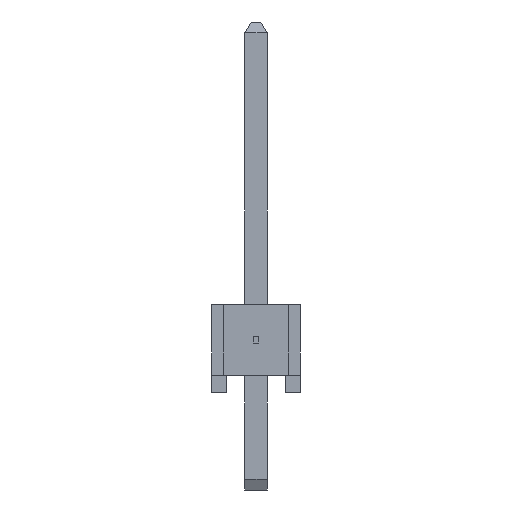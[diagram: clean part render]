
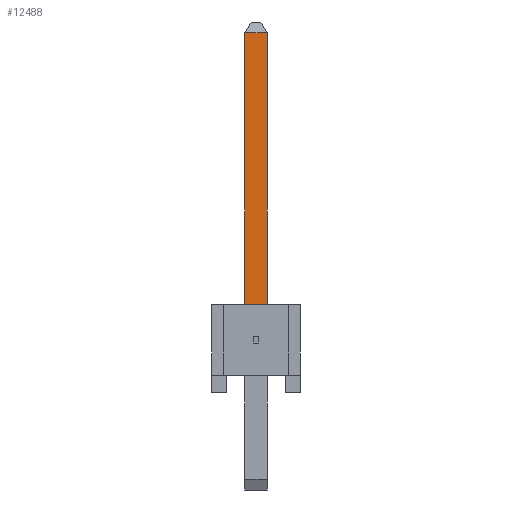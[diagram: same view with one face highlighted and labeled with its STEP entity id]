
A CAD part, left-side view. The second image highlights one B-rep face of the part: STEP entity #12488.
In plain terms, the highlighted planar face has unit normal (-1, 0, 0).
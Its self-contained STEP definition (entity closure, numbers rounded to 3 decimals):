
#12488 = ADVANCED_FACE('',(#12489),#12523,.F.);
#12489 = FACE_BOUND('',#12490,.T.);
#12490 = EDGE_LOOP('',(#12491,#12501,#12509,#12517));
#12491 = ORIENTED_EDGE('',*,*,#12492,.T.);
#12492 = EDGE_CURVE('',#12493,#12495,#12497,.T.);
#12493 = VERTEX_POINT('',#12494);
#12494 = CARTESIAN_POINT('',(-11.748,13.157,0.318));
#12495 = VERTEX_POINT('',#12496);
#12496 = CARTESIAN_POINT('',(-11.748,13.157,-0.318));
#12497 = LINE('',#12498,#12499);
#12498 = CARTESIAN_POINT('',(-11.748,13.157,2.54));
#12499 = VECTOR('',#12500,1.);
#12500 = DIRECTION('',(0.,0.,-1.));
#12501 = ORIENTED_EDGE('',*,*,#12502,.T.);
#12502 = EDGE_CURVE('',#12495,#12503,#12505,.T.);
#12503 = VERTEX_POINT('',#12504);
#12504 = CARTESIAN_POINT('',(-11.748,4.191,-0.318));
#12505 = LINE('',#12506,#12507);
#12506 = CARTESIAN_POINT('',(-11.748,13.462,-0.318));
#12507 = VECTOR('',#12508,1.);
#12508 = DIRECTION('',(0.,-1.,0.));
#12509 = ORIENTED_EDGE('',*,*,#12510,.F.);
#12510 = EDGE_CURVE('',#12511,#12503,#12513,.T.);
#12511 = VERTEX_POINT('',#12512);
#12512 = CARTESIAN_POINT('',(-11.748,4.191,0.318));
#12513 = LINE('',#12514,#12515);
#12514 = CARTESIAN_POINT('',(-11.748,4.191,0.318));
#12515 = VECTOR('',#12516,1.);
#12516 = DIRECTION('',(0.,0.,-1.));
#12517 = ORIENTED_EDGE('',*,*,#12518,.F.);
#12518 = EDGE_CURVE('',#12493,#12511,#12519,.T.);
#12519 = LINE('',#12520,#12521);
#12520 = CARTESIAN_POINT('',(-11.748,13.462,0.318));
#12521 = VECTOR('',#12522,1.);
#12522 = DIRECTION('',(0.,-1.,0.));
#12523 = PLANE('',#12524);
#12524 = AXIS2_PLACEMENT_3D('',#12525,#12526,#12527);
#12525 = CARTESIAN_POINT('',(-11.748,13.462,0.318));
#12526 = DIRECTION('',(1.,0.,0.));
#12527 = DIRECTION('',(0.,0.,-1.));
